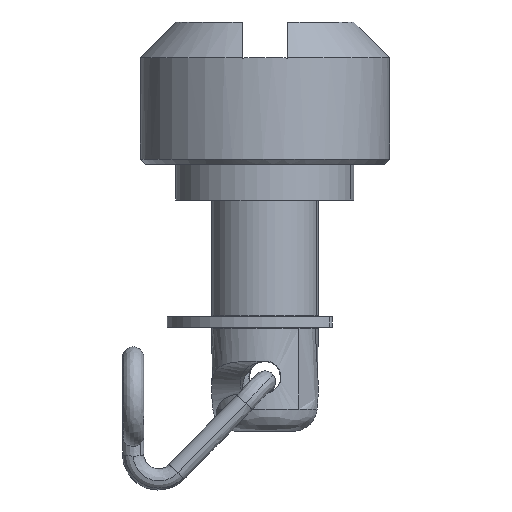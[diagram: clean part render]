
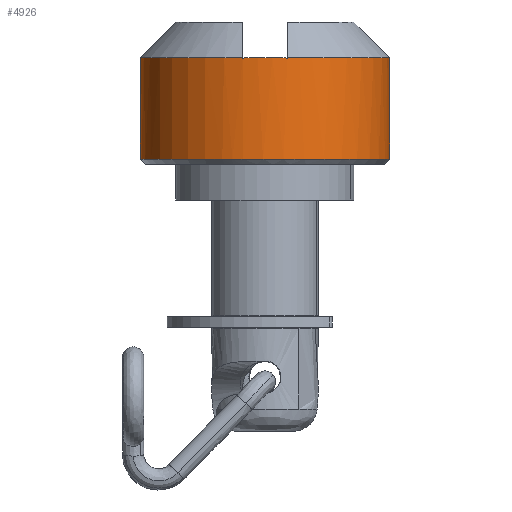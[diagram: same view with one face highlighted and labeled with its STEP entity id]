
A CAD part, left-side view. The second image highlights one B-rep face of the part: STEP entity #4926.
In plain terms, the highlighted free-form (B-spline) face has degree [2, 1] with [5, 2] control points.
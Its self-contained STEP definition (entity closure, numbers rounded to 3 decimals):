
#4557=CARTESIAN_POINT('',(-2.565,6.513,12.502));
#4558=VERTEX_POINT('',#4557);
#4613=CARTESIAN_POINT('',(0.549,-6.978,12.502));
#4614=VERTEX_POINT('',#4613);
#4620=CARTESIAN_POINT('',(-7.0,0.0,12.502));
#4621=VERTEX_POINT('',#4620);
#4622=CARTESIAN_POINT('',(0.549,-6.978,12.502));
#4623=CARTESIAN_POINT('',(0.275,-7.0,12.502));
#4624=CARTESIAN_POINT('',(0.0,-7.0,12.502));
#4625=CARTESIAN_POINT('',(-7.,-7.,12.502));
#4626=CARTESIAN_POINT('',(-7.0,0.0,12.502));
#4634=(BOUNDED_CURVE()B_SPLINE_CURVE(2,(#4622,#4623,#4624,#4625,#4626),.UNSPECIFIED.,.F.,.U.)B_SPLINE_CURVE_WITH_KNOTS((3,2,3),(0.736,0.75,1.0),.UNSPECIFIED.)CURVE()GEOMETRIC_REPRESENTATION_ITEM()RATIONAL_B_SPLINE_CURVE((0.97,0.984,1.0,0.707,1.0))REPRESENTATION_ITEM(''));
#4635=EDGE_CURVE('',#4614,#4621,#4634,.T.);
#4637=CARTESIAN_POINT('',(-7.0,0.0,12.502));
#4638=CARTESIAN_POINT('',(-7.0,4.767,12.502));
#4639=CARTESIAN_POINT('',(-2.565,6.513,12.502));
#4647=(BOUNDED_CURVE()B_SPLINE_CURVE(2,(#4637,#4638,#4639),.UNSPECIFIED.,.F.,.U.)B_SPLINE_CURVE_WITH_KNOTS((3,3),(0.0,0.188),.UNSPECIFIED.)CURVE()GEOMETRIC_REPRESENTATION_ITEM()RATIONAL_B_SPLINE_CURVE((1.0,0.78,0.891))REPRESENTATION_ITEM(''));
#4648=EDGE_CURVE('',#4621,#4558,#4647,.T.);
#4688=CARTESIAN_POINT('',(2.188,-6.649,12.502));
#4689=VERTEX_POINT('',#4688);
#4703=CARTESIAN_POINT('',(2.188,-6.649,12.502));
#4704=CARTESIAN_POINT('',(1.388,-6.912,12.502));
#4705=CARTESIAN_POINT('',(0.549,-6.978,12.502));
#4713=(BOUNDED_CURVE()B_SPLINE_CURVE(2,(#4703,#4704,#4705),.UNSPECIFIED.,.F.,.U.)B_SPLINE_CURVE_WITH_KNOTS((3,3),(0.697,0.736),.UNSPECIFIED.)CURVE()GEOMETRIC_REPRESENTATION_ITEM()RATIONAL_B_SPLINE_CURVE((0.902,0.929,0.97))REPRESENTATION_ITEM(''));
#4714=EDGE_CURVE('',#4689,#4614,#4713,.T.);
#4774=CARTESIAN_POINT('',(-2.565,6.513,18.202));
#4775=VERTEX_POINT('',#4774);
#4776=CARTESIAN_POINT('',(-2.565,6.513,18.202));
#4777=CARTESIAN_POINT('',(-2.565,6.513,12.502));
#4778=QUASI_UNIFORM_CURVE('',1,(#4776,#4777),.UNSPECIFIED.,.F.,.U.);
#4779=EDGE_CURVE('',#4775,#4558,#4778,.T.);
#4822=CARTESIAN_POINT('',(2.188,-6.649,18.202));
#4823=VERTEX_POINT('',#4822);
#4839=CARTESIAN_POINT('',(2.188,-6.649,18.202));
#4840=CARTESIAN_POINT('',(2.188,-6.649,12.502));
#4841=QUASI_UNIFORM_CURVE('',1,(#4839,#4840),.UNSPECIFIED.,.F.,.U.);
#4842=EDGE_CURVE('',#4823,#4689,#4841,.T.);
#4849=CARTESIAN_POINT('',(2.188,-6.649,18.345));
#4850=CARTESIAN_POINT('',(-4.461,-8.837,18.345));
#4851=CARTESIAN_POINT('',(-6.649,-2.188,18.345));
#4852=CARTESIAN_POINT('',(-8.715,4.091,18.345));
#4853=CARTESIAN_POINT('',(-2.565,6.513,18.345));
#4854=CARTESIAN_POINT('',(2.188,-6.649,12.356));
#4855=CARTESIAN_POINT('',(-4.461,-8.837,12.356));
#4856=CARTESIAN_POINT('',(-6.649,-2.188,12.356));
#4857=CARTESIAN_POINT('',(-8.715,4.091,12.356));
#4858=CARTESIAN_POINT('',(-2.565,6.513,12.356));
#4866=(BOUNDED_SURFACE()B_SPLINE_SURFACE(2,1,((#4849,#4854),(#4850,#4855),(#4851,#4856),(#4852,#4857),(#4853,#4858)),.UNSPECIFIED.,.F.,.F.,.U.)B_SPLINE_SURFACE_WITH_KNOTS((3,2,3),(2,2),(0.0,11.598,22.732),(0.0,5.989),.UNSPECIFIED.)GEOMETRIC_REPRESENTATION_ITEM()RATIONAL_B_SPLINE_SURFACE(((1.0,1.0),(0.707,0.707),(1.0,1.0),(0.719,0.719),(0.978,0.978)))REPRESENTATION_ITEM('')SURFACE());
#4867=ORIENTED_EDGE('',*,*,#4648,.F.);
#4868=ORIENTED_EDGE('',*,*,#4635,.F.);
#4869=ORIENTED_EDGE('',*,*,#4714,.F.);
#4870=ORIENTED_EDGE('',*,*,#4842,.F.);
#4871=CARTESIAN_POINT('',(-6.045,-3.53,18.202));
#4872=VERTEX_POINT('',#4871);
#4873=CARTESIAN_POINT('',(2.188,-6.649,18.202));
#4874=CARTESIAN_POINT('',(-3.19,-8.419,18.202));
#4875=CARTESIAN_POINT('',(-6.045,-3.53,18.202));
#4883=(BOUNDED_CURVE()B_SPLINE_CURVE(2,(#4873,#4874,#4875),.UNSPECIFIED.,.F.,.U.)B_SPLINE_CURVE_WITH_KNOTS((3,3),(0.512,1.0),.UNSPECIFIED.)CURVE()GEOMETRIC_REPRESENTATION_ITEM()RATIONAL_B_SPLINE_CURVE((0.989,0.773,1.0))REPRESENTATION_ITEM(''));
#4884=EDGE_CURVE('',#4823,#4872,#4883,.T.);
#4885=ORIENTED_EDGE('',*,*,#4884,.T.);
#4886=CARTESIAN_POINT('',(-6.045,-3.53,18.179));
#4887=VERTEX_POINT('',#4886);
#4888=CARTESIAN_POINT('',(-6.045,-3.53,18.202));
#4889=CARTESIAN_POINT('',(-6.045,-3.53,18.179));
#4890=QUASI_UNIFORM_CURVE('',1,(#4888,#4889),.UNSPECIFIED.,.F.,.U.);
#4891=EDGE_CURVE('',#4872,#4887,#4890,.T.);
#4892=ORIENTED_EDGE('',*,*,#4891,.T.);
#4893=CARTESIAN_POINT('',(-6.9,-1.181,18.179));
#4894=VERTEX_POINT('',#4893);
#4895=CARTESIAN_POINT('',(-6.045,-3.53,18.179));
#4896=CARTESIAN_POINT('',(-6.258,-3.165,18.19));
#4897=CARTESIAN_POINT('',(-6.613,-2.407,18.2));
#4898=CARTESIAN_POINT('',(-6.828,-1.598,18.19));
#4899=CARTESIAN_POINT('',(-6.9,-1.181,18.179));
#4900=B_SPLINE_CURVE_WITH_KNOTS('',3,(#4895,#4896,#4897,#4898,#4899),.UNSPECIFIED.,.F.,.U.,(4,1,4),(0.0,0.5,1.0),.UNSPECIFIED.);
#4901=EDGE_CURVE('',#4887,#4894,#4900,.T.);
#4902=ORIENTED_EDGE('',*,*,#4901,.T.);
#4903=CARTESIAN_POINT('',(-6.9,-1.181,18.202));
#4904=VERTEX_POINT('',#4903);
#4905=CARTESIAN_POINT('',(-6.9,-1.181,18.202));
#4906=CARTESIAN_POINT('',(-6.9,-1.181,18.179));
#4907=QUASI_UNIFORM_CURVE('',1,(#4905,#4906),.UNSPECIFIED.,.F.,.U.);
#4908=EDGE_CURVE('',#4904,#4894,#4907,.T.);
#4909=ORIENTED_EDGE('',*,*,#4908,.F.);
#4910=CARTESIAN_POINT('',(-6.9,-1.181,18.202));
#4911=CARTESIAN_POINT('',(-7.86,4.428,18.202));
#4912=CARTESIAN_POINT('',(-2.565,6.513,18.202));
#4920=(BOUNDED_CURVE()B_SPLINE_CURVE(2,(#4910,#4911,#4912),.UNSPECIFIED.,.F.,.U.)B_SPLINE_CURVE_WITH_KNOTS((3,3),(0.0,0.49),.UNSPECIFIED.)CURVE()GEOMETRIC_REPRESENTATION_ITEM()RATIONAL_B_SPLINE_CURVE((1.0,0.772,0.991))REPRESENTATION_ITEM(''));
#4921=EDGE_CURVE('',#4904,#4775,#4920,.T.);
#4922=ORIENTED_EDGE('',*,*,#4921,.T.);
#4923=ORIENTED_EDGE('',*,*,#4779,.T.);
#4924=EDGE_LOOP('',(#4867,#4868,#4869,#4870,#4885,#4892,#4902,#4909,#4922,#4923));
#4925=FACE_OUTER_BOUND('',#4924,.T.);
#4926=ADVANCED_FACE('',(#4925),#4866,.T.);
